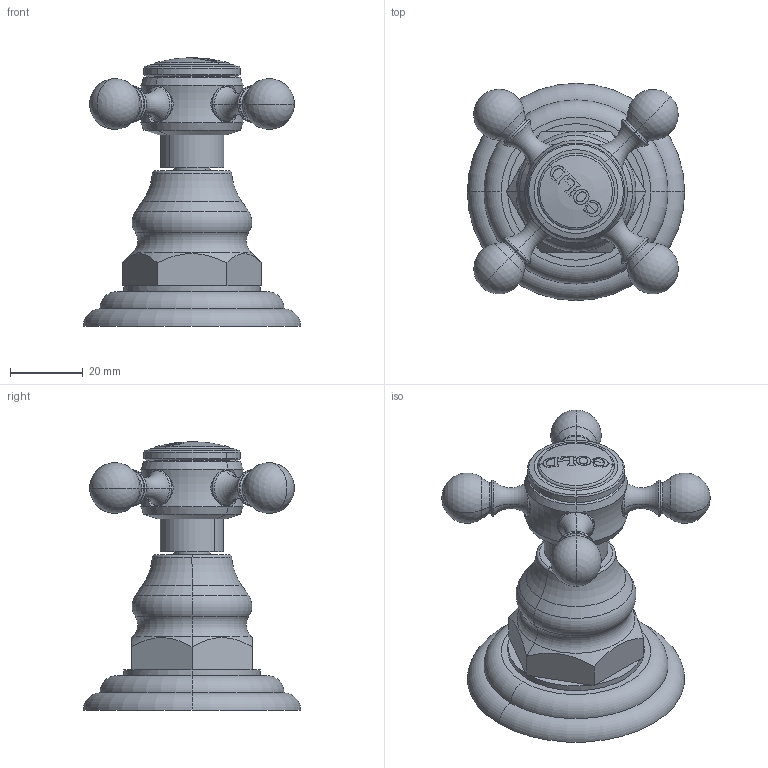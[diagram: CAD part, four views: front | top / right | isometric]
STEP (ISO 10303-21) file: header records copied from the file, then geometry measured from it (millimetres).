
FILE_DESCRIPTION((''),'2;1');
FILE_NAME('3-163C','2020-12-30T13:49:02',('jinson.thomas'),(''),'CREO PARAMETRIC BY PTC INC, 2018400','CREO PARAMETRIC BY PTC INC, 2018400','');
FILE_SCHEMA(('CONFIG_CONTROL_DESIGN'));
Length unit declared in the file: inch
Products named in the file (1): 3-163C
Bounding box: 59.94 x 59.94 x 74 mm (x, y, z)
Volume: 67667.1 mm3; surface area: 15919.6 mm2
Topology: 1 solids, 1 shells, 197 faces, 453 edges, 263 vertices
Faces by surface type: plane 55, torus 50, cylinder 46, cone 22, sphere 16, bspline 4, extrusion 4
Entity records: 6455 total; most frequent: CARTESIAN_POINT 1976, DIRECTION 1011, ORIENTED_EDGE 886, AXIS2_PLACEMENT_3D 444, EDGE_CURVE 443, VERTEX_POINT 263, CIRCLE 255, EDGE_LOOP 212
